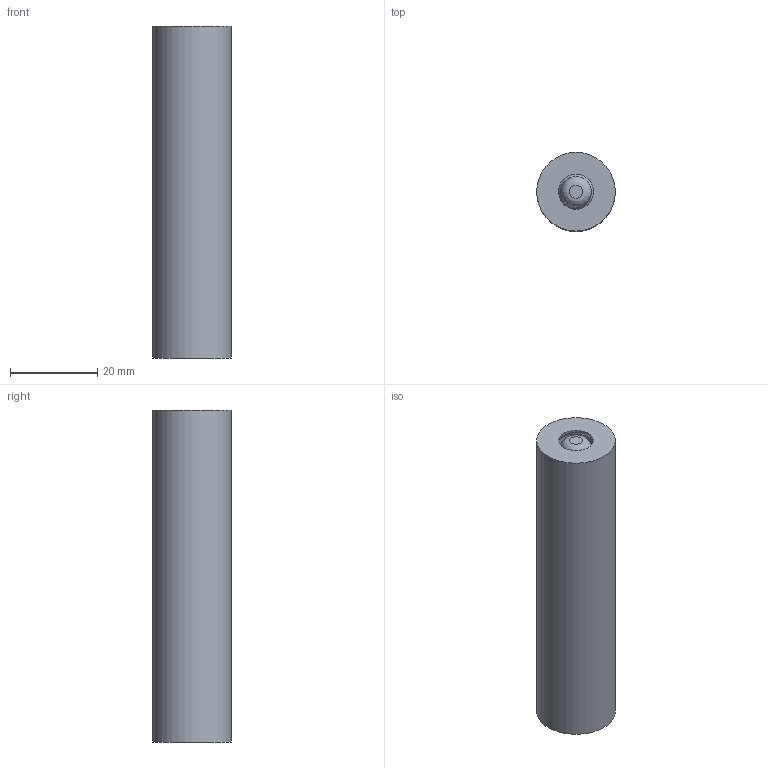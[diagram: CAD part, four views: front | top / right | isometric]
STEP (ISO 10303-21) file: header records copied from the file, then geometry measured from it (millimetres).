
FILE_DESCRIPTION(/* description */ (''),/* implementation_level */ '2;1');
FILE_NAME(/* name */ 'Output-Pin.step',/* time_stamp */ '2022-04-07T14:45:18+01:00',/* author */ (''),/* organization */ (''),/* preprocessor_version */ 'ST-DEVELOPER v18.1',/* originating_system */ 'Autodesk Translation Framework v10.13.0.1454',/* authorisation */ '');
FILE_SCHEMA (('AUTOMOTIVE_DESIGN { 1 0 10303 214 3 1 1 }'));
Length unit declared in the file: millimetre
Products named in the file (1): Pin-display_40mm
Bounding box: 18 x 18 x 76 mm (x, y, z)
Volume: 15258.7 mm3; surface area: 9210.2 mm2
Topology: 2 solids, 2 shells, 17 faces, 30 edges, 17 vertices
Faces by surface type: cylinder 6, torus 4, plane 4, bspline 2, cone 1
Full cylindrical faces by diameter (mm): 5 x1, 6 x1, 7 x1, 11 x1, 12 x1, 18 x1
Entity records: 495 total; most frequent: CARTESIAN_POINT 117, DIRECTION 85, ORIENTED_EDGE 60, AXIS2_PLACEMENT_3D 39, EDGE_CURVE 30, CIRCLE 23, EDGE_LOOP 19, FACE_OUTER_BOUND 17
